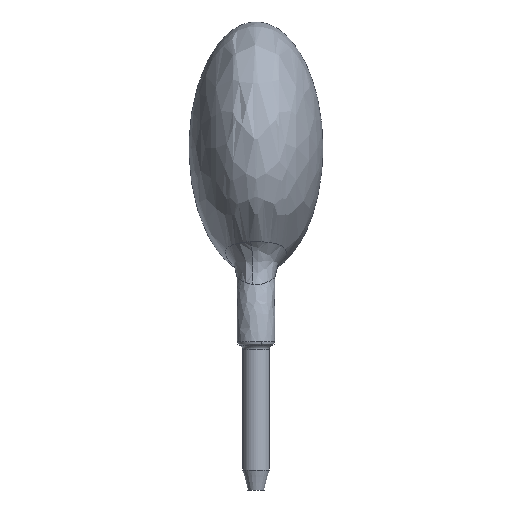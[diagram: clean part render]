
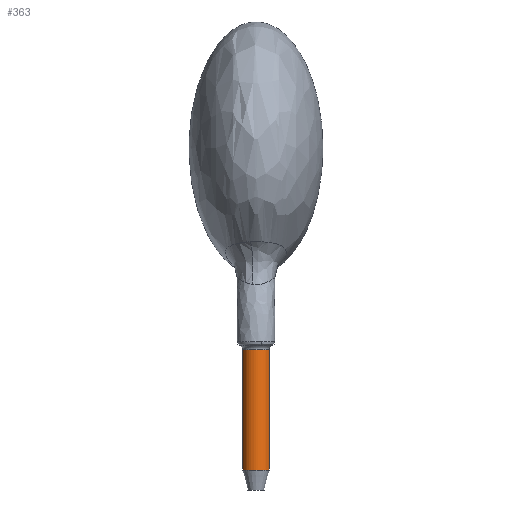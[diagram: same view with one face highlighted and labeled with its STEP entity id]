
A CAD part, front view. The second image highlights one B-rep face of the part: STEP entity #363.
In plain terms, the highlighted cylindrical face has radius 0.25 mm (diameter 0.5 mm), a full revolution.
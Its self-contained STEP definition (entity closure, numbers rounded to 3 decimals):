
#40=LINE('',#587,#44);
#44=VECTOR('',#455,0.25);
#48=CYLINDRICAL_SURFACE('',#408,0.25);
#59=FACE_OUTER_BOUND('',#81,.T.);
#81=EDGE_LOOP('',(#263,#264,#265,#266,#267));
#133=CIRCLE('',#399,0.25);
#136=CIRCLE('',#402,0.25);
#141=CIRCLE('',#409,0.25);
#153=VERTEX_POINT('',#502);
#154=VERTEX_POINT('',#503);
#165=VERTEX_POINT('',#586);
#191=EDGE_CURVE('',#153,#154,#133,.T.);
#197=EDGE_CURVE('',#154,#153,#136,.T.);
#205=EDGE_CURVE('',#154,#165,#40,.T.);
#206=EDGE_CURVE('',#165,#165,#141,.T.);
#263=ORIENTED_EDGE('',*,*,#191,.T.);
#264=ORIENTED_EDGE('',*,*,#205,.T.);
#265=ORIENTED_EDGE('',*,*,#206,.F.);
#266=ORIENTED_EDGE('',*,*,#205,.F.);
#267=ORIENTED_EDGE('',*,*,#197,.T.);
#363=ADVANCED_FACE('',(#59),#48,.T.);
#399=AXIS2_PLACEMENT_3D('',#504,#435,#436);
#402=AXIS2_PLACEMENT_3D('',#542,#441,#442);
#408=AXIS2_PLACEMENT_3D('',#585,#453,#454);
#409=AXIS2_PLACEMENT_3D('',#588,#456,#457);
#435=DIRECTION('center_axis',(0.,0.,
-1.));
#436=DIRECTION('ref_axis',(0.,1.,0.));
#441=DIRECTION('center_axis',(0.,0.,
-1.));
#442=DIRECTION('ref_axis',(0.,1.,0.));
#453=DIRECTION('center_axis',(0.,0.,
1.));
#454=DIRECTION('ref_axis',(-1.,0.,0.));
#455=DIRECTION('',(0.,0.,-1.));
#456=DIRECTION('center_axis',(0.,0.,
-1.));
#457=DIRECTION('ref_axis',(-1.,0.,0.));
#502=CARTESIAN_POINT('',(-1.27,-0.25,0.265));
#503=CARTESIAN_POINT('',(-1.02,0.,0.265));
#504=CARTESIAN_POINT('Origin',(-1.27,0.,0.265));
#542=CARTESIAN_POINT('Origin',(-1.27,0.,0.265));
#585=CARTESIAN_POINT('Origin',(-1.27,0.,-23.655));
#586=CARTESIAN_POINT('',(-1.02,0.,-1.982));
#587=CARTESIAN_POINT('',(-1.02,0.,-23.655));
#588=CARTESIAN_POINT('Origin',(-1.27,0.,-1.982));
